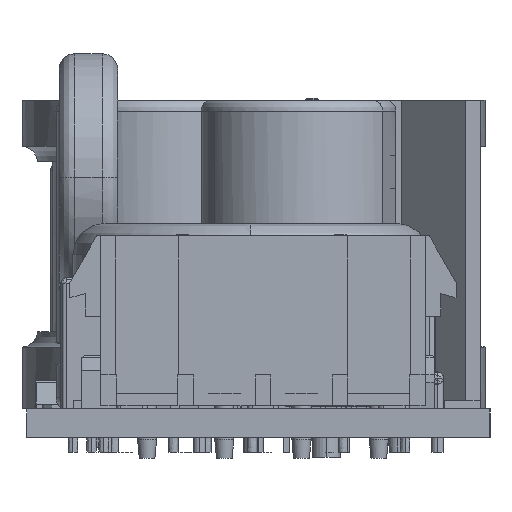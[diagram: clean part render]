
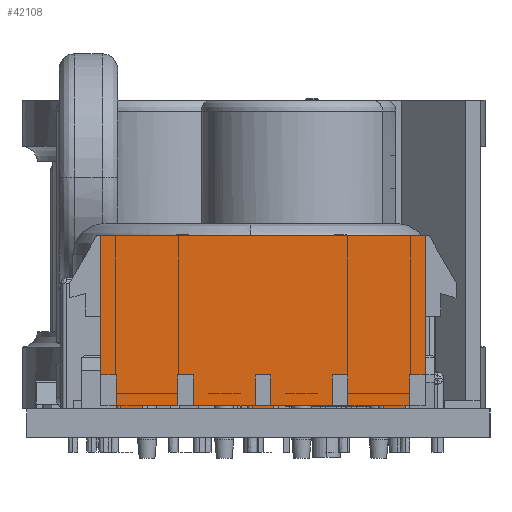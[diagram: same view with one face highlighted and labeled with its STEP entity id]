
A CAD part, left-side view. The second image highlights one B-rep face of the part: STEP entity #42108.
In plain terms, the highlighted free-form (B-spline) face has degree [1, 1] with [2, 2] control points.
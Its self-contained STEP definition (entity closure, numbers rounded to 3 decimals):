
#41708 = VERTEX_POINT('',#41709);
#41709 = CARTESIAN_POINT('',(-13.335,-3.81,0.));
#41715 = EDGE_CURVE('',#41716,#41708,#41718,.T.);
#41716 = VERTEX_POINT('',#41717);
#41717 = CARTESIAN_POINT('',(13.335,-3.81,0.));
#41718 = LINE('',#41719,#41720);
#41719 = CARTESIAN_POINT('',(13.335,-3.81,0.));
#41720 = VECTOR('',#41721,1.);
#41721 = DIRECTION('',(-1.,0.,0.));
#42037 = VERTEX_POINT('',#42038);
#42038 = CARTESIAN_POINT('',(11.684,-3.81,-13.97));
#42047 = VERTEX_POINT('',#42048);
#42048 = CARTESIAN_POINT('',(11.684,-3.81,-14.732));
#42055 = EDGE_CURVE('',#42047,#42037,#42056,.T.);
#42056 = LINE('',#42057,#42058);
#42057 = CARTESIAN_POINT('',(11.684,-3.81,-14.732));
#42058 = VECTOR('',#42059,1.);
#42059 = DIRECTION('',(0.,0.,1.));
#42072 = EDGE_CURVE('',#42073,#42075,#42077,.T.);
#42073 = VERTEX_POINT('',#42074);
#42074 = CARTESIAN_POINT('',(-6.985,-3.81,-11.43));
#42075 = VERTEX_POINT('',#42076);
#42076 = CARTESIAN_POINT('',(-6.985,-3.81,-13.97));
#42077 = LINE('',#42078,#42079);
#42078 = CARTESIAN_POINT('',(-6.985,-3.81,-11.43));
#42079 = VECTOR('',#42080,1.);
#42080 = DIRECTION('',(0.,0.,-1.));
#42108 = ADVANCED_FACE('',(#42109,#42308),#42342,.F.);
#42109 = FACE_BOUND('',#42110,.F.);
#42110 = EDGE_LOOP('',(#42111,#42119,#42120,#42128,#42136,#42144,#42152,
    #42160,#42168,#42176,#42184,#42192,#42200,#42208,#42216,#42222,
    #42223,#42231,#42239,#42247,#42253,#42254,#42262,#42270,#42278,
    #42286,#42294,#42302));
#42111 = ORIENTED_EDGE('',*,*,#42112,.T.);
#42112 = EDGE_CURVE('',#42113,#42075,#42115,.T.);
#42113 = VERTEX_POINT('',#42114);
#42114 = CARTESIAN_POINT('',(-9.906,-3.81,-13.97));
#42115 = LINE('',#42116,#42117);
#42116 = CARTESIAN_POINT('',(-9.906,-3.81,-13.97));
#42117 = VECTOR('',#42118,1.);
#42118 = DIRECTION('',(1.,0.,0.));
#42119 = ORIENTED_EDGE('',*,*,#42072,.F.);
#42120 = ORIENTED_EDGE('',*,*,#42121,.T.);
#42121 = EDGE_CURVE('',#42073,#42122,#42124,.T.);
#42122 = VERTEX_POINT('',#42123);
#42123 = CARTESIAN_POINT('',(-5.715,-3.81,-11.43));
#42124 = LINE('',#42125,#42126);
#42125 = CARTESIAN_POINT('',(-6.985,-3.81,-11.43));
#42126 = VECTOR('',#42127,1.);
#42127 = DIRECTION('',(1.,0.,0.));
#42128 = ORIENTED_EDGE('',*,*,#42129,.T.);
#42129 = EDGE_CURVE('',#42122,#42130,#42132,.T.);
#42130 = VERTEX_POINT('',#42131);
#42131 = CARTESIAN_POINT('',(-5.715,-3.81,-13.97));
#42132 = LINE('',#42133,#42134);
#42133 = CARTESIAN_POINT('',(-5.715,-3.81,-11.43));
#42134 = VECTOR('',#42135,1.);
#42135 = DIRECTION('',(0.,0.,-1.));
#42136 = ORIENTED_EDGE('',*,*,#42137,.T.);
#42137 = EDGE_CURVE('',#42130,#42138,#42140,.T.);
#42138 = VERTEX_POINT('',#42139);
#42139 = CARTESIAN_POINT('',(-0.889,-3.81,-13.97));
#42140 = LINE('',#42141,#42142);
#42141 = CARTESIAN_POINT('',(-5.715,-3.81,-13.97));
#42142 = VECTOR('',#42143,1.);
#42143 = DIRECTION('',(1.,0.,0.));
#42144 = ORIENTED_EDGE('',*,*,#42145,.T.);
#42145 = EDGE_CURVE('',#42138,#42146,#42148,.T.);
#42146 = VERTEX_POINT('',#42147);
#42147 = CARTESIAN_POINT('',(-0.889,-3.81,-14.732));
#42148 = LINE('',#42149,#42150);
#42149 = CARTESIAN_POINT('',(-0.889,-3.81,-13.97));
#42150 = VECTOR('',#42151,1.);
#42151 = DIRECTION('',(0.,0.,-1.));
#42152 = ORIENTED_EDGE('',*,*,#42153,.F.);
#42153 = EDGE_CURVE('',#42154,#42146,#42156,.T.);
#42154 = VERTEX_POINT('',#42155);
#42155 = CARTESIAN_POINT('',(0.889,-3.81,-14.732));
#42156 = LINE('',#42157,#42158);
#42157 = CARTESIAN_POINT('',(0.889,-3.81,-14.732));
#42158 = VECTOR('',#42159,1.);
#42159 = DIRECTION('',(-1.,0.,0.));
#42160 = ORIENTED_EDGE('',*,*,#42161,.T.);
#42161 = EDGE_CURVE('',#42154,#42162,#42164,.T.);
#42162 = VERTEX_POINT('',#42163);
#42163 = CARTESIAN_POINT('',(0.889,-3.81,-13.97));
#42164 = LINE('',#42165,#42166);
#42165 = CARTESIAN_POINT('',(0.889,-3.81,-14.732));
#42166 = VECTOR('',#42167,1.);
#42167 = DIRECTION('',(0.,0.,1.));
#42168 = ORIENTED_EDGE('',*,*,#42169,.T.);
#42169 = EDGE_CURVE('',#42162,#42170,#42172,.T.);
#42170 = VERTEX_POINT('',#42171);
#42171 = CARTESIAN_POINT('',(5.715,-3.81,-13.97));
#42172 = LINE('',#42173,#42174);
#42173 = CARTESIAN_POINT('',(0.889,-3.81,-13.97));
#42174 = VECTOR('',#42175,1.);
#42175 = DIRECTION('',(1.,0.,0.));
#42176 = ORIENTED_EDGE('',*,*,#42177,.T.);
#42177 = EDGE_CURVE('',#42170,#42178,#42180,.T.);
#42178 = VERTEX_POINT('',#42179);
#42179 = CARTESIAN_POINT('',(5.715,-3.81,-11.43));
#42180 = LINE('',#42181,#42182);
#42181 = CARTESIAN_POINT('',(5.715,-3.81,-13.97));
#42182 = VECTOR('',#42183,1.);
#42183 = DIRECTION('',(0.,0.,1.));
#42184 = ORIENTED_EDGE('',*,*,#42185,.T.);
#42185 = EDGE_CURVE('',#42178,#42186,#42188,.T.);
#42186 = VERTEX_POINT('',#42187);
#42187 = CARTESIAN_POINT('',(6.985,-3.81,-11.43));
#42188 = LINE('',#42189,#42190);
#42189 = CARTESIAN_POINT('',(5.715,-3.81,-11.43));
#42190 = VECTOR('',#42191,1.);
#42191 = DIRECTION('',(1.,0.,0.));
#42192 = ORIENTED_EDGE('',*,*,#42193,.T.);
#42193 = EDGE_CURVE('',#42186,#42194,#42196,.T.);
#42194 = VERTEX_POINT('',#42195);
#42195 = CARTESIAN_POINT('',(6.985,-3.81,-13.97));
#42196 = LINE('',#42197,#42198);
#42197 = CARTESIAN_POINT('',(6.985,-3.81,-11.43));
#42198 = VECTOR('',#42199,1.);
#42199 = DIRECTION('',(0.,0.,-1.));
#42200 = ORIENTED_EDGE('',*,*,#42201,.T.);
#42201 = EDGE_CURVE('',#42194,#42202,#42204,.T.);
#42202 = VERTEX_POINT('',#42203);
#42203 = CARTESIAN_POINT('',(9.906,-3.81,-13.97));
#42204 = LINE('',#42205,#42206);
#42205 = CARTESIAN_POINT('',(6.985,-3.81,-13.97));
#42206 = VECTOR('',#42207,1.);
#42207 = DIRECTION('',(1.,0.,0.));
#42208 = ORIENTED_EDGE('',*,*,#42209,.T.);
#42209 = EDGE_CURVE('',#42202,#42210,#42212,.T.);
#42210 = VERTEX_POINT('',#42211);
#42211 = CARTESIAN_POINT('',(9.906,-3.81,-14.732));
#42212 = LINE('',#42213,#42214);
#42213 = CARTESIAN_POINT('',(9.906,-3.81,-13.97));
#42214 = VECTOR('',#42215,1.);
#42215 = DIRECTION('',(0.,0.,-1.));
#42216 = ORIENTED_EDGE('',*,*,#42217,.T.);
#42217 = EDGE_CURVE('',#42210,#42047,#42218,.T.);
#42218 = LINE('',#42219,#42220);
#42219 = CARTESIAN_POINT('',(9.906,-3.81,-14.732));
#42220 = VECTOR('',#42221,1.);
#42221 = DIRECTION('',(1.,0.,0.));
#42222 = ORIENTED_EDGE('',*,*,#42055,.T.);
#42223 = ORIENTED_EDGE('',*,*,#42224,.T.);
#42224 = EDGE_CURVE('',#42037,#42225,#42227,.T.);
#42225 = VERTEX_POINT('',#42226);
#42226 = CARTESIAN_POINT('',(12.065,-3.81,-13.97));
#42227 = LINE('',#42228,#42229);
#42228 = CARTESIAN_POINT('',(11.684,-3.81,-13.97));
#42229 = VECTOR('',#42230,1.);
#42230 = DIRECTION('',(1.,0.,0.));
#42231 = ORIENTED_EDGE('',*,*,#42232,.T.);
#42232 = EDGE_CURVE('',#42225,#42233,#42235,.T.);
#42233 = VERTEX_POINT('',#42234);
#42234 = CARTESIAN_POINT('',(12.065,-3.81,-11.43));
#42235 = LINE('',#42236,#42237);
#42236 = CARTESIAN_POINT('',(12.065,-3.81,-13.97));
#42237 = VECTOR('',#42238,1.);
#42238 = DIRECTION('',(0.,0.,1.));
#42239 = ORIENTED_EDGE('',*,*,#42240,.T.);
#42240 = EDGE_CURVE('',#42233,#42241,#42243,.T.);
#42241 = VERTEX_POINT('',#42242);
#42242 = CARTESIAN_POINT('',(13.335,-3.81,-11.43));
#42243 = LINE('',#42244,#42245);
#42244 = CARTESIAN_POINT('',(12.065,-3.81,-11.43));
#42245 = VECTOR('',#42246,1.);
#42246 = DIRECTION('',(1.,0.,0.));
#42247 = ORIENTED_EDGE('',*,*,#42248,.T.);
#42248 = EDGE_CURVE('',#42241,#41716,#42249,.T.);
#42249 = LINE('',#42250,#42251);
#42250 = CARTESIAN_POINT('',(13.335,-3.81,-11.43));
#42251 = VECTOR('',#42252,1.);
#42252 = DIRECTION('',(0.,0.,1.));
#42253 = ORIENTED_EDGE('',*,*,#41715,.T.);
#42254 = ORIENTED_EDGE('',*,*,#42255,.T.);
#42255 = EDGE_CURVE('',#41708,#42256,#42258,.T.);
#42256 = VERTEX_POINT('',#42257);
#42257 = CARTESIAN_POINT('',(-13.335,-3.81,-11.43));
#42258 = LINE('',#42259,#42260);
#42259 = CARTESIAN_POINT('',(-13.335,-3.81,0.));
#42260 = VECTOR('',#42261,1.);
#42261 = DIRECTION('',(0.,0.,-1.));
#42262 = ORIENTED_EDGE('',*,*,#42263,.T.);
#42263 = EDGE_CURVE('',#42256,#42264,#42266,.T.);
#42264 = VERTEX_POINT('',#42265);
#42265 = CARTESIAN_POINT('',(-12.065,-3.81,-11.43));
#42266 = LINE('',#42267,#42268);
#42267 = CARTESIAN_POINT('',(-13.335,-3.81,-11.43));
#42268 = VECTOR('',#42269,1.);
#42269 = DIRECTION('',(1.,0.,0.));
#42270 = ORIENTED_EDGE('',*,*,#42271,.T.);
#42271 = EDGE_CURVE('',#42264,#42272,#42274,.T.);
#42272 = VERTEX_POINT('',#42273);
#42273 = CARTESIAN_POINT('',(-12.065,-3.81,-13.97));
#42274 = LINE('',#42275,#42276);
#42275 = CARTESIAN_POINT('',(-12.065,-3.81,-11.43));
#42276 = VECTOR('',#42277,1.);
#42277 = DIRECTION('',(0.,0.,-1.));
#42278 = ORIENTED_EDGE('',*,*,#42279,.T.);
#42279 = EDGE_CURVE('',#42272,#42280,#42282,.T.);
#42280 = VERTEX_POINT('',#42281);
#42281 = CARTESIAN_POINT('',(-11.684,-3.81,-13.97));
#42282 = LINE('',#42283,#42284);
#42283 = CARTESIAN_POINT('',(-12.065,-3.81,-13.97));
#42284 = VECTOR('',#42285,1.);
#42285 = DIRECTION('',(1.,0.,0.));
#42286 = ORIENTED_EDGE('',*,*,#42287,.T.);
#42287 = EDGE_CURVE('',#42280,#42288,#42290,.T.);
#42288 = VERTEX_POINT('',#42289);
#42289 = CARTESIAN_POINT('',(-11.684,-3.81,-14.732));
#42290 = LINE('',#42291,#42292);
#42291 = CARTESIAN_POINT('',(-11.684,-3.81,-13.97));
#42292 = VECTOR('',#42293,1.);
#42293 = DIRECTION('',(0.,0.,-1.));
#42294 = ORIENTED_EDGE('',*,*,#42295,.F.);
#42295 = EDGE_CURVE('',#42296,#42288,#42298,.T.);
#42296 = VERTEX_POINT('',#42297);
#42297 = CARTESIAN_POINT('',(-9.906,-3.81,-14.732));
#42298 = LINE('',#42299,#42300);
#42299 = CARTESIAN_POINT('',(-9.906,-3.81,-14.732));
#42300 = VECTOR('',#42301,1.);
#42301 = DIRECTION('',(-1.,0.,0.));
#42302 = ORIENTED_EDGE('',*,*,#42303,.T.);
#42303 = EDGE_CURVE('',#42296,#42113,#42304,.T.);
#42304 = LINE('',#42305,#42306);
#42305 = CARTESIAN_POINT('',(-9.906,-3.81,-14.732));
#42306 = VECTOR('',#42307,1.);
#42307 = DIRECTION('',(0.,0.,1.));
#42308 = FACE_BOUND('',#42309,.F.);
#42309 = EDGE_LOOP('',(#42310,#42320,#42328,#42336));
#42310 = ORIENTED_EDGE('',*,*,#42311,.T.);
#42311 = EDGE_CURVE('',#42312,#42314,#42316,.T.);
#42312 = VERTEX_POINT('',#42313);
#42313 = CARTESIAN_POINT('',(-0.635,-3.81,-13.97));
#42314 = VERTEX_POINT('',#42315);
#42315 = CARTESIAN_POINT('',(-0.635,-3.81,-11.43));
#42316 = LINE('',#42317,#42318);
#42317 = CARTESIAN_POINT('',(-0.635,-3.81,-13.97));
#42318 = VECTOR('',#42319,1.);
#42319 = DIRECTION('',(0.,0.,1.));
#42320 = ORIENTED_EDGE('',*,*,#42321,.T.);
#42321 = EDGE_CURVE('',#42314,#42322,#42324,.T.);
#42322 = VERTEX_POINT('',#42323);
#42323 = CARTESIAN_POINT('',(0.635,-3.81,-11.43));
#42324 = LINE('',#42325,#42326);
#42325 = CARTESIAN_POINT('',(-0.635,-3.81,-11.43));
#42326 = VECTOR('',#42327,1.);
#42327 = DIRECTION('',(1.,0.,0.));
#42328 = ORIENTED_EDGE('',*,*,#42329,.T.);
#42329 = EDGE_CURVE('',#42322,#42330,#42332,.T.);
#42330 = VERTEX_POINT('',#42331);
#42331 = CARTESIAN_POINT('',(0.635,-3.81,-13.97));
#42332 = LINE('',#42333,#42334);
#42333 = CARTESIAN_POINT('',(0.635,-3.81,-11.43));
#42334 = VECTOR('',#42335,1.);
#42335 = DIRECTION('',(0.,0.,-1.));
#42336 = ORIENTED_EDGE('',*,*,#42337,.T.);
#42337 = EDGE_CURVE('',#42330,#42312,#42338,.T.);
#42338 = LINE('',#42339,#42340);
#42339 = CARTESIAN_POINT('',(0.635,-3.81,-13.97));
#42340 = VECTOR('',#42341,1.);
#42341 = DIRECTION('',(-1.,0.,0.));
#42342 = B_SPLINE_SURFACE_WITH_KNOTS('',1,1,(
    (#42343,#42344)
    ,(#42345,#42346
    )),.UNSPECIFIED.,.F.,.F.,.F.,(2,2),(2,2),(-0.533,27.203),(
    -15.027,0.295),.PIECEWISE_BEZIER_KNOTS.);
#42343 = CARTESIAN_POINT('',(-13.868,-3.81,-15.027));
#42344 = CARTESIAN_POINT('',(-13.868,-3.81,0.295));
#42345 = CARTESIAN_POINT('',(13.868,-3.81,-15.027));
#42346 = CARTESIAN_POINT('',(13.868,-3.81,0.295));
